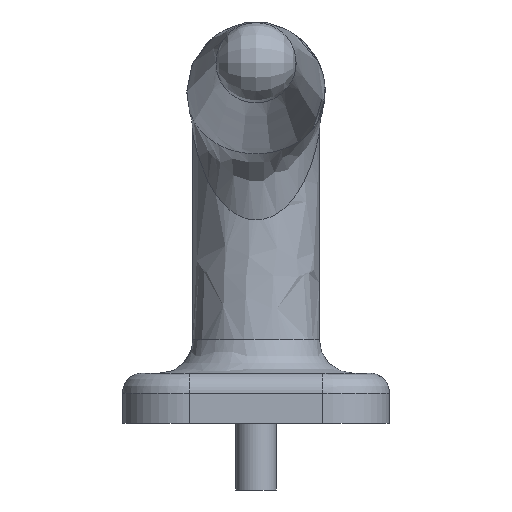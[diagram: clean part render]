
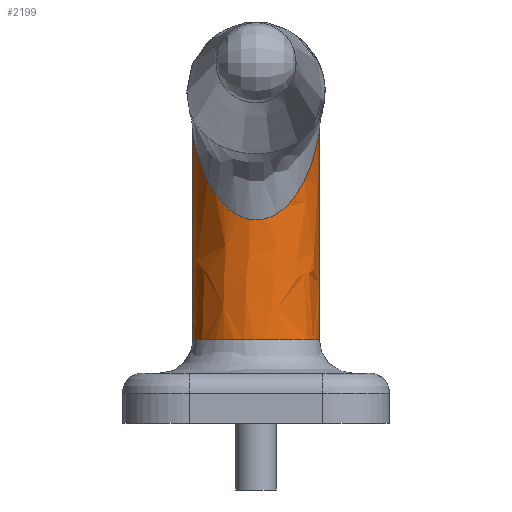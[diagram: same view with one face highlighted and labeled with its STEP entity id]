
A CAD part, front view. The second image highlights one B-rep face of the part: STEP entity #2199.
In plain terms, the highlighted free-form (B-spline) face has degree [2, 1] with [9, 2] control points.
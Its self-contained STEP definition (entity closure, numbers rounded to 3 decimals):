
#1940 = VERTEX_POINT('',#1941);
#1941 = CARTESIAN_POINT('',(10.92,-38.997,
    49.951));
#1947 = EDGE_CURVE('',#1940,#1948,#1950,.T.);
#1948 = VERTEX_POINT('',#1949);
#1949 = CARTESIAN_POINT('',(-11.796,-43.458,
    54.228));
#1950 = B_SPLINE_CURVE_WITH_KNOTS('',3,(#1951,#1952,#1953,#1954,#1955,
    #1956,#1957,#1958,#1959,#1960,#1961,#1962,#1963,#1964,#1965,#1966),
  .UNSPECIFIED.,.F.,.F.,(4,1,1,1,1,1,1,1,1,1,1,1,1,4),(-63.146,
    -58.636,-56.381,-54.125,-51.87,
    -51.118,-48.112,-45.105,-42.098,
    -39.091,-37.587,-36.084,-35.332,
    -35.317),.UNSPECIFIED.);
#1951 = CARTESIAN_POINT('',(10.92,-38.997,
    49.951));
#1952 = CARTESIAN_POINT('',(10.31,-37.505,
    47.646));
#1953 = CARTESIAN_POINT('',(8.978,-35.5,
    43.998));
#1954 = CARTESIAN_POINT('',(6.281,-33.353,
    40.037));
#1955 = CARTESIAN_POINT('',(3.786,-32.167,
    37.771));
#1956 = CARTESIAN_POINT('',(1.553,-31.706,
    36.896));
#1957 = CARTESIAN_POINT('',(-1.07,-31.613,
    36.717));
#1958 = CARTESIAN_POINT('',(-3.997,-32.143,
    37.732));
#1959 = CARTESIAN_POINT('',(-7.192,-33.899,
    41.06));
#1960 = CARTESIAN_POINT('',(-9.537,-36.273,
    45.42));
#1961 = CARTESIAN_POINT('',(-10.836,-38.59,
    49.421));
#1962 = CARTESIAN_POINT('',(-11.502,-40.666,
    52.405));
#1963 = CARTESIAN_POINT('',(-11.751,-42.133,
    53.893));
#1964 = CARTESIAN_POINT('',(-11.796,-43.118,
    54.216));
#1965 = CARTESIAN_POINT('',(-11.796,-43.452,
    54.228));
#1966 = CARTESIAN_POINT('',(-11.796,-43.458,
    54.228));
#1968 = EDGE_CURVE('',#1948,#1940,#1969,.T.);
#1969 = B_SPLINE_CURVE_WITH_KNOTS('',3,(#1970,#1971,#1972,#1973,#1974,
    #1975,#1976,#1977,#1978,#1979,#1980,#1981,#1982,#1983,#1984,#1985,
    #1986,#1987,#1988,#1989,#1990,#1991),.UNSPECIFIED.,.F.,.F.,(4,1,1,1,
    1,1,1,1,1,1,1,1,1,1,1,1,1,1,1,4),(-35.317,-34.58,
    -33.077,-32.325,-31.573,-30.07,
    -27.063,-24.056,-21.049,-18.042,
    -15.035,-13.531,-9.021,-6.766,
    -5.638,-4.51,-3.383,-2.255,
    -1.128,0.),.UNSPECIFIED.);
#1970 = CARTESIAN_POINT('',(-11.796,-43.458,
    54.228));
#1971 = CARTESIAN_POINT('',(-11.796,-43.779,
    54.238));
#1972 = CARTESIAN_POINT('',(-11.755,-44.757,
    53.998));
#1973 = CARTESIAN_POINT('',(-11.556,-45.941,
    52.872));
#1974 = CARTESIAN_POINT('',(-11.254,-47.025,51.503
    ));
#1975 = CARTESIAN_POINT('',(-10.886,-48.057,
    50.039));
#1976 = CARTESIAN_POINT('',(-10.073,-49.759,
    47.364));
#1977 = CARTESIAN_POINT('',(-8.417,-51.95,
    43.617));
#1978 = CARTESIAN_POINT('',(-5.581,-54.066,
    39.918));
#1979 = CARTESIAN_POINT('',(-1.93,-55.321,
    37.707));
#1980 = CARTESIAN_POINT('',(2.101,-55.289,
    37.76));
#1981 = CARTESIAN_POINT('',(5.116,-54.209,
    39.668));
#1982 = CARTESIAN_POINT('',(8.125,-52.266,
    43.056));
#1983 = CARTESIAN_POINT('',(10.1,-49.91,
    47.166));
#1984 = CARTESIAN_POINT('',(11.204,-47.309,
    51.202));
#1985 = CARTESIAN_POINT('',(11.617,-45.646,
    53.197));
#1986 = CARTESIAN_POINT('',(11.799,-44.265,
    54.267));
#1987 = CARTESIAN_POINT('',(11.806,-42.759,
    54.267));
#1988 = CARTESIAN_POINT('',(11.635,-41.377,
    53.172));
#1989 = CARTESIAN_POINT('',(11.341,-40.137,
    51.66));
#1990 = CARTESIAN_POINT('',(11.072,-39.37,
    50.527));
#1991 = CARTESIAN_POINT('',(10.92,-38.997,
    49.951));
#2199 = ADVANCED_FACE('',(#2200),#2222,.T.);
#2200 = FACE_BOUND('',#2201,.T.);
#2201 = EDGE_LOOP('',(#2202,#2203,#2204,#2211,#2221));
#2202 = ORIENTED_EDGE('',*,*,#1947,.F.);
#2203 = ORIENTED_EDGE('',*,*,#1968,.F.);
#2204 = ORIENTED_EDGE('',*,*,#2205,.T.);
#2205 = EDGE_CURVE('',#1948,#2206,#2208,.T.);
#2206 = VERTEX_POINT('',#2207);
#2207 = CARTESIAN_POINT('',(-11.796,-43.458,
    15.521));
#2208 = B_SPLINE_CURVE_WITH_KNOTS('',1,(#2209,#2210),.UNSPECIFIED.,.F.,
  .F.,(2,2),(-23.674,7.5),.PIECEWISE_BEZIER_KNOTS.);
#2209 = CARTESIAN_POINT('',(-11.796,-43.458,
    54.228));
#2210 = CARTESIAN_POINT('',(-11.796,-43.458,
    15.521));
#2211 = ORIENTED_EDGE('',*,*,#2212,.F.);
#2212 = EDGE_CURVE('',#2206,#2206,#2213,.T.);
#2213 = ( BOUNDED_CURVE() B_SPLINE_CURVE(2,(#2214,#2215,#2216,#2217,
#2218,#2219,#2220),.UNSPECIFIED.,.T.,.F.) B_SPLINE_CURVE_WITH_KNOTS((3,2
    ,2,3),(3.142,5.236,7.33,9.425),
.PIECEWISE_BEZIER_KNOTS.) CURVE() GEOMETRIC_REPRESENTATION_ITEM() 
RATIONAL_B_SPLINE_CURVE((1.,0.5,1.,0.5,1.,0.5,1.)) REPRESENTATION_ITEM(
  '') );
#2214 = CARTESIAN_POINT('',(-11.796,-43.458,
    15.521));
#2215 = CARTESIAN_POINT('',(-11.796,-23.027,
    15.521));
#2216 = CARTESIAN_POINT('',(5.898,-33.243,
    15.521));
#2217 = CARTESIAN_POINT('',(23.592,-43.458,
    15.521));
#2218 = CARTESIAN_POINT('',(5.898,-53.674,
    15.521));
#2219 = CARTESIAN_POINT('',(-11.796,-63.889,
    15.521));
#2220 = CARTESIAN_POINT('',(-11.796,-43.458,
    15.521));
#2221 = ORIENTED_EDGE('',*,*,#2205,.F.);
#2222 = ( BOUNDED_SURFACE() B_SPLINE_SURFACE(2,1,(
    (#2223,#2224)
    ,(#2225,#2226)
    ,(#2227,#2228)
    ,(#2229,#2230)
    ,(#2231,#2232)
    ,(#2233,#2234)
    ,(#2235,#2236)
    ,(#2237,#2238)
    ,(#2239,#2240
)),.UNSPECIFIED.,.T.,.F.,.F.) B_SPLINE_SURFACE_WITH_KNOTS((3,2,2,2,3),(2
    ,2),(3.142,4.189,6.283,8.378,
    9.425),(-7.5,23.686),.UNSPECIFIED.) 
GEOMETRIC_REPRESENTATION_ITEM() RATIONAL_B_SPLINE_SURFACE((
    (0.75,0.75)
    ,(0.75,0.75)
    ,(1.,1.)
    ,(0.5,0.5)
    ,(1.,1.)
    ,(0.5,0.5)
    ,(1.,1.)
    ,(0.75,0.75)
,(0.75,0.75))) REPRESENTATION_ITEM('') SURFACE() );
#2223 = CARTESIAN_POINT('',(-11.796,-43.458,
    15.521));
#2224 = CARTESIAN_POINT('',(-11.796,-43.458,
    54.243));
#2225 = CARTESIAN_POINT('',(-11.796,-50.269,
    15.521));
#2226 = CARTESIAN_POINT('',(-11.796,-50.269,
    54.243));
#2227 = CARTESIAN_POINT('',(-5.898,-53.674,
    15.521));
#2228 = CARTESIAN_POINT('',(-5.898,-53.674,
    54.243));
#2229 = CARTESIAN_POINT('',(11.796,-63.889,
    15.521));
#2230 = CARTESIAN_POINT('',(11.796,-63.889,
    54.243));
#2231 = CARTESIAN_POINT('',(11.796,-43.458,
    15.521));
#2232 = CARTESIAN_POINT('',(11.796,-43.458,
    54.243));
#2233 = CARTESIAN_POINT('',(11.796,-23.027,
    15.521));
#2234 = CARTESIAN_POINT('',(11.796,-23.027,
    54.243));
#2235 = CARTESIAN_POINT('',(-5.898,-33.243,
    15.521));
#2236 = CARTESIAN_POINT('',(-5.898,-33.243,
    54.243));
#2237 = CARTESIAN_POINT('',(-11.796,-36.648,
    15.521));
#2238 = CARTESIAN_POINT('',(-11.796,-36.648,
    54.243));
#2239 = CARTESIAN_POINT('',(-11.796,-43.458,
    15.521));
#2240 = CARTESIAN_POINT('',(-11.796,-43.458,
    54.243));
